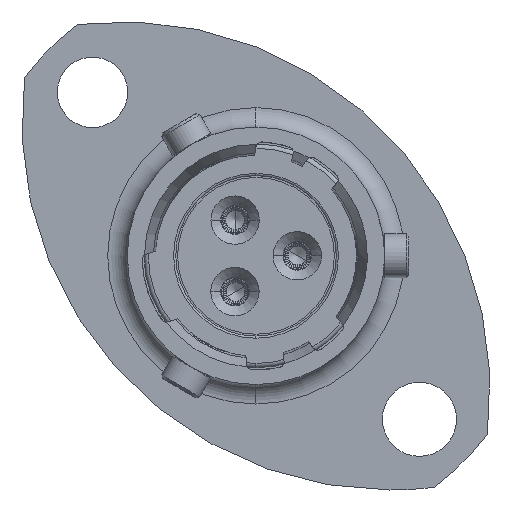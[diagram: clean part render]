
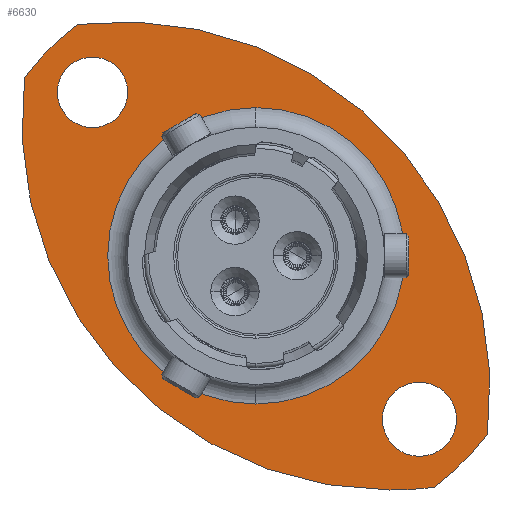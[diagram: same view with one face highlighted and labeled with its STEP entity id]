
A CAD part, left-side view. The second image highlights one B-rep face of the part: STEP entity #6630.
In plain terms, the highlighted planar face has unit normal (-1, 0, 0).
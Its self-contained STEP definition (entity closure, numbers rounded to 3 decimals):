
#72 = VERTEX_POINT ( 'NONE', #16563 ) ;
#87 = PLANE ( 'NONE',  #10558 ) ;
#265 = FACE_OUTER_BOUND ( 'NONE', #15262, .T. ) ;
#563 = DIRECTION ( 'NONE',  ( 0., 0., -1. ) ) ;
#1061 = EDGE_CURVE ( 'NONE', #1112, #18292, #1642, .T. ) ;
#1112 = VERTEX_POINT ( 'NONE', #4359 ) ;
#1642 = CIRCLE ( 'NONE', #10687, 13.5 ) ;
#1660 = EDGE_CURVE ( 'NONE', #18292, #12315, #2194, .T. ) ;
#2194 = CIRCLE ( 'NONE', #19117, 17. ) ;
#2938 = DIRECTION ( 'NONE',  ( 0., 0., -1. ) ) ;
#2994 = VERTEX_POINT ( 'NONE', #3757 ) ;
#3400 = CARTESIAN_POINT ( 'NONE',  ( 15.98, -10.687, -8.248 ) ) ;
#3416 = CARTESIAN_POINT ( 'NONE',  ( 15.98, 6.187, -6.187 ) ) ;
#3447 = AXIS2_PLACEMENT_3D ( 'NONE', #14567, #14642, #12710 ) ;
#3757 = CARTESIAN_POINT ( 'NONE',  ( 15.98, 0., -6.845 ) ) ;
#3984 = DIRECTION ( 'NONE',  ( -1., 0., 0. ) ) ;
#4359 = CARTESIAN_POINT ( 'NONE',  ( 15.98, -8.248, -10.687 ) ) ;
#4382 = CARTESIAN_POINT ( 'NONE',  ( 15.98, -7.548, -7.548 ) ) ;
#4413 = DIRECTION ( 'NONE',  ( 0., 0., -1. ) ) ;
#4563 = CARTESIAN_POINT ( 'NONE',  ( 15.98, 7.548, 7.548 ) ) ;
#5521 = CARTESIAN_POINT ( 'NONE',  ( 15.98, -6.187, 6.187 ) ) ;
#5818 = EDGE_CURVE ( 'NONE', #18106, #19394, #16742, .T. ) ;
#6201 = CARTESIAN_POINT ( 'NONE',  ( 15.98, -7.548, -9.26 ) ) ;
#6203 = CIRCLE ( 'NONE', #13670, 6.845 ) ;
#6249 = ORIENTED_EDGE ( 'NONE', *, *, #8697, .T. ) ;
#6381 = CIRCLE ( 'NONE', #8459, 17. ) ;
#6630 = ADVANCED_FACE ( 'NONE', ( #13102, #10901, #19937, #265 ), #87, .F. ) ;
#7011 = ORIENTED_EDGE ( 'NONE', *, *, #9751, .F. ) ;
#7057 = EDGE_CURVE ( 'NONE', #12717, #2994, #6203, .T. ) ;
#7560 = EDGE_CURVE ( 'NONE', #72, #17051, #18232, .T. ) ;
#7765 = AXIS2_PLACEMENT_3D ( 'NONE', #11590, #15281, #22303 ) ;
#7928 = DIRECTION ( 'NONE',  ( 0., 0., -1. ) ) ;
#7993 = CARTESIAN_POINT ( 'NONE',  ( 15.98, -6.187, 6.187 ) ) ;
#8459 = AXIS2_PLACEMENT_3D ( 'NONE', #7993, #13346, #4413 ) ;
#8697 = EDGE_CURVE ( 'NONE', #17051, #1112, #6381, .T. ) ;
#8817 = CARTESIAN_POINT ( 'NONE',  ( 15.98, 0., 0. ) ) ;
#9026 = DIRECTION ( 'NONE',  ( 0., 0., -1. ) ) ;
#9751 = EDGE_CURVE ( 'NONE', #19394, #18106, #17787, .T. ) ;
#10090 = CARTESIAN_POINT ( 'NONE',  ( 15.98, 7.548, 5.923 ) ) ;
#10211 = CIRCLE ( 'NONE', #3447, 13.5 ) ;
#10217 = EDGE_LOOP ( 'NONE', ( #17902, #16480 ) ) ;
#10254 = DIRECTION ( 'NONE',  ( 0., 0., -1. ) ) ;
#10558 = AXIS2_PLACEMENT_3D ( 'NONE', #12730, #21294, #11039 ) ;
#10687 = AXIS2_PLACEMENT_3D ( 'NONE', #18199, #11351, #12971 ) ;
#10901 = FACE_BOUND ( 'NONE', #10217, .T. ) ;
#10991 = CARTESIAN_POINT ( 'NONE',  ( 15.98, -7.548, -7.548 ) ) ;
#11039 = DIRECTION ( 'NONE',  ( 0., 0., -1. ) ) ;
#11351 = DIRECTION ( 'NONE',  ( -1., 0., 0. ) ) ;
#11590 = CARTESIAN_POINT ( 'NONE',  ( 15.98, 7.548, 7.548 ) ) ;
#11809 = CIRCLE ( 'NONE', #13310, 1.712 ) ;
#11876 = ORIENTED_EDGE ( 'NONE', *, *, #1660, .T. ) ;
#12250 = ORIENTED_EDGE ( 'NONE', *, *, #5818, .F. ) ;
#12315 = VERTEX_POINT ( 'NONE', #19071 ) ;
#12484 = DIRECTION ( 'NONE',  ( 0., 0., -1. ) ) ;
#12686 = VERTEX_POINT ( 'NONE', #6201 ) ;
#12710 = DIRECTION ( 'NONE',  ( 0., 0., 1. ) ) ;
#12717 = VERTEX_POINT ( 'NONE', #18977 ) ;
#12730 = CARTESIAN_POINT ( 'NONE',  ( 15.98, 5.945, 0. ) ) ;
#12800 = ORIENTED_EDGE ( 'NONE', *, *, #14835, .T. ) ;
#12918 = CIRCLE ( 'NONE', #17881, 6.845 ) ;
#12971 = DIRECTION ( 'NONE',  ( 0., 0., 1. ) ) ;
#13102 = FACE_BOUND ( 'NONE', #16659, .T. ) ;
#13310 = AXIS2_PLACEMENT_3D ( 'NONE', #10991, #3984, #563 ) ;
#13332 = AXIS2_PLACEMENT_3D ( 'NONE', #4563, #13426, #7928 ) ;
#13346 = DIRECTION ( 'NONE',  ( -1., 0., 0. ) ) ;
#13426 = DIRECTION ( 'NONE',  ( -1., 0., 0. ) ) ;
#13670 = AXIS2_PLACEMENT_3D ( 'NONE', #13877, #20732, #10254 ) ;
#13709 = DIRECTION ( 'NONE',  ( -1., 0., 0. ) ) ;
#13877 = CARTESIAN_POINT ( 'NONE',  ( 15.98, 0., 0. ) ) ;
#14421 = AXIS2_PLACEMENT_3D ( 'NONE', #4382, #21780, #2938 ) ;
#14567 = CARTESIAN_POINT ( 'NONE',  ( 15.98, 0., 0. ) ) ;
#14642 = DIRECTION ( 'NONE',  ( -1., 0., 0. ) ) ;
#14835 = EDGE_CURVE ( 'NONE', #2994, #12717, #12918, .T. ) ;
#15151 = ORIENTED_EDGE ( 'NONE', *, *, #7057, .T. ) ;
#15262 = EDGE_LOOP ( 'NONE', ( #17859, #6249, #15740, #11876, #21956 ) ) ;
#15281 = DIRECTION ( 'NONE',  ( -1., 0., 0. ) ) ;
#15371 = EDGE_LOOP ( 'NONE', ( #12250, #7011 ) ) ;
#15740 = ORIENTED_EDGE ( 'NONE', *, *, #1061, .T. ) ;
#15926 = DIRECTION ( 'NONE',  ( -1., 0., 0. ) ) ;
#16348 = EDGE_CURVE ( 'NONE', #17061, #12686, #21419, .T. ) ;
#16480 = ORIENTED_EDGE ( 'NONE', *, *, #16348, .F. ) ;
#16563 = CARTESIAN_POINT ( 'NONE',  ( 15.98, 10.687, 8.248 ) ) ;
#16659 = EDGE_LOOP ( 'NONE', ( #12800, #15151 ) ) ;
#16742 = CIRCLE ( 'NONE', #13332, 1.625 ) ;
#17051 = VERTEX_POINT ( 'NONE', #20157 ) ;
#17061 = VERTEX_POINT ( 'NONE', #20382 ) ;
#17382 = DIRECTION ( 'NONE',  ( 0., 0., -1. ) ) ;
#17787 = CIRCLE ( 'NONE', #7765, 1.625 ) ;
#17859 = ORIENTED_EDGE ( 'NONE', *, *, #7560, .T. ) ;
#17881 = AXIS2_PLACEMENT_3D ( 'NONE', #8817, #21035, #12484 ) ;
#17902 = ORIENTED_EDGE ( 'NONE', *, *, #18520, .F. ) ;
#18106 = VERTEX_POINT ( 'NONE', #10090 ) ;
#18199 = CARTESIAN_POINT ( 'NONE',  ( 15.98, 0., 0. ) ) ;
#18232 = CIRCLE ( 'NONE', #18962, 17. ) ;
#18292 = VERTEX_POINT ( 'NONE', #3400 ) ;
#18520 = EDGE_CURVE ( 'NONE', #12686, #17061, #11809, .T. ) ;
#18962 = AXIS2_PLACEMENT_3D ( 'NONE', #5521, #15926, #9026 ) ;
#18977 = CARTESIAN_POINT ( 'NONE',  ( 15.98, 0., 6.845 ) ) ;
#19071 = CARTESIAN_POINT ( 'NONE',  ( 15.98, 8.248, 10.687 ) ) ;
#19117 = AXIS2_PLACEMENT_3D ( 'NONE', #3416, #13709, #17382 ) ;
#19394 = VERTEX_POINT ( 'NONE', #19532 ) ;
#19532 = CARTESIAN_POINT ( 'NONE',  ( 15.98, 7.548, 9.173 ) ) ;
#19937 = FACE_BOUND ( 'NONE', #15371, .T. ) ;
#20157 = CARTESIAN_POINT ( 'NONE',  ( 15.98, -6.187, -10.813 ) ) ;
#20382 = CARTESIAN_POINT ( 'NONE',  ( 15.98, -7.548, -5.837 ) ) ;
#20732 = DIRECTION ( 'NONE',  ( 1., 0., 0. ) ) ;
#20971 = EDGE_CURVE ( 'NONE', #12315, #72, #10211, .T. ) ;
#21035 = DIRECTION ( 'NONE',  ( 1., 0., 0. ) ) ;
#21294 = DIRECTION ( 'NONE',  ( 1., 0., 0. ) ) ;
#21419 = CIRCLE ( 'NONE', #14421, 1.712 ) ;
#21780 = DIRECTION ( 'NONE',  ( -1., 0., 0. ) ) ;
#21956 = ORIENTED_EDGE ( 'NONE', *, *, #20971, .T. ) ;
#22303 = DIRECTION ( 'NONE',  ( 0., 0., -1. ) ) ;
